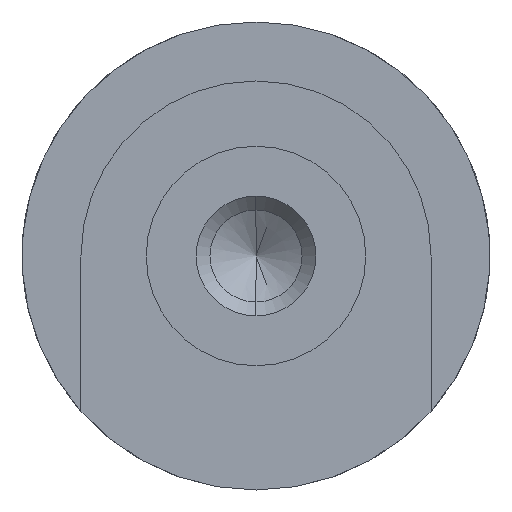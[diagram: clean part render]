
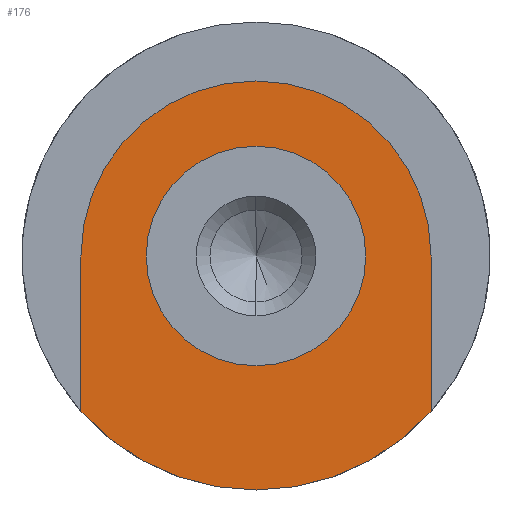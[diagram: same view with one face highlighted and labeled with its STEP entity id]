
A CAD part, left-side view. The second image highlights one B-rep face of the part: STEP entity #176.
In plain terms, the highlighted planar face has unit normal (-1, 0, 0).
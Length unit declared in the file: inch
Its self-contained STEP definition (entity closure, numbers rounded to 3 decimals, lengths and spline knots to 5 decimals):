
#3 = EDGE_LOOP ( 'NONE', ( #638, #43, #962, #790, #308 ) ) ;
#8 = CARTESIAN_POINT ( 'NONE',  ( 0., 0., -0.5 ) ) ;
#22 = VECTOR ( 'NONE', #973, 39.37008 ) ;
#29 = LINE ( 'NONE', #916, #449 ) ;
#43 = ORIENTED_EDGE ( 'NONE', *, *, #838, .T. ) ;
#81 = AXIS2_PLACEMENT_3D ( 'NONE', #802, #955, #92 ) ;
#87 = CARTESIAN_POINT ( 'NONE',  ( 0., 0., 0. ) ) ;
#92 = DIRECTION ( 'NONE',  ( 0., 0., 1. ) ) ;
#122 = CARTESIAN_POINT ( 'NONE',  ( 0., 0., 0. ) ) ;
#128 = EDGE_LOOP ( 'NONE', ( #425, #209 ) ) ;
#144 = EDGE_CURVE ( 'NONE', #444, #172, #301, .T. ) ;
#172 = VERTEX_POINT ( 'NONE', #570 ) ;
#176 = ADVANCED_FACE ( 'NONE', ( #889, #480 ), #186, .F. ) ;
#183 = DIRECTION ( 'NONE',  ( 0., -1., 0. ) ) ;
#186 = PLANE ( 'NONE',  #1003 ) ;
#202 = AXIS2_PLACEMENT_3D ( 'NONE', #575, #798, #893 ) ;
#206 = EDGE_CURVE ( 'NONE', #375, #450, #29, .T. ) ;
#209 = ORIENTED_EDGE ( 'NONE', *, *, #267, .F. ) ;
#223 = CARTESIAN_POINT ( 'NONE',  ( 0., 0.374, 0. ) ) ;
#267 = EDGE_CURVE ( 'NONE', #661, #699, #761, .T. ) ;
#301 = CIRCLE ( 'NONE', #81, 0.5 ) ;
#308 = ORIENTED_EDGE ( 'NONE', *, *, #549, .T. ) ;
#338 = AXIS2_PLACEMENT_3D ( 'NONE', #87, #804, #183 ) ;
#345 = CARTESIAN_POINT ( 'NONE',  ( 0., 0.374, -0.33185 ) ) ;
#358 = CARTESIAN_POINT ( 'NONE',  ( 0., -0.2345, 0. ) ) ;
#375 = VERTEX_POINT ( 'NONE', #223 ) ;
#396 = CARTESIAN_POINT ( 'NONE',  ( 0., 0., 0. ) ) ;
#414 = CIRCLE ( 'NONE', #620, 0.374 ) ;
#422 = CARTESIAN_POINT ( 'NONE',  ( 0., -0.374, 0. ) ) ;
#425 = ORIENTED_EDGE ( 'NONE', *, *, #875, .F. ) ;
#437 = DIRECTION ( 'NONE',  ( -1., 0., 0. ) ) ;
#444 = VERTEX_POINT ( 'NONE', #8 ) ;
#449 = VECTOR ( 'NONE', #509, 39.37008 ) ;
#450 = VERTEX_POINT ( 'NONE', #345 ) ;
#471 = CIRCLE ( 'NONE', #338, 0.2345 ) ;
#480 = FACE_OUTER_BOUND ( 'NONE', #3, .T. ) ;
#509 = DIRECTION ( 'NONE',  ( 0., 0., -1. ) ) ;
#521 = DIRECTION ( 'NONE',  ( -1., 0., 0. ) ) ;
#549 = EDGE_CURVE ( 'NONE', #842, #375, #414, .T. ) ;
#570 = CARTESIAN_POINT ( 'NONE',  ( 0., -0.374, -0.33185 ) ) ;
#575 = CARTESIAN_POINT ( 'NONE',  ( 0., 0., 0. ) ) ;
#588 = DIRECTION ( 'NONE',  ( 0., 0., -1. ) ) ;
#601 = DIRECTION ( 'NONE',  ( 0., -1., 0. ) ) ;
#620 = AXIS2_PLACEMENT_3D ( 'NONE', #396, #521, #922 ) ;
#638 = ORIENTED_EDGE ( 'NONE', *, *, #206, .T. ) ;
#650 = CARTESIAN_POINT ( 'NONE',  ( 0., -0.374, 0. ) ) ;
#655 = CIRCLE ( 'NONE', #202, 0.5 ) ;
#661 = VERTEX_POINT ( 'NONE', #358 ) ;
#699 = VERTEX_POINT ( 'NONE', #990 ) ;
#741 = DIRECTION ( 'NONE',  ( 1., 0., 0. ) ) ;
#748 = CARTESIAN_POINT ( 'NONE',  ( 0., 0.5, 0. ) ) ;
#761 = CIRCLE ( 'NONE', #897, 0.2345 ) ;
#790 = ORIENTED_EDGE ( 'NONE', *, *, #883, .F. ) ;
#798 = DIRECTION ( 'NONE',  ( -1., 0., 0. ) ) ;
#802 = CARTESIAN_POINT ( 'NONE',  ( 0., 0., 0. ) ) ;
#804 = DIRECTION ( 'NONE',  ( -1., 0., 0. ) ) ;
#838 = EDGE_CURVE ( 'NONE', #450, #444, #655, .T. ) ;
#842 = VERTEX_POINT ( 'NONE', #422 ) ;
#875 = EDGE_CURVE ( 'NONE', #699, #661, #471, .T. ) ;
#883 = EDGE_CURVE ( 'NONE', #842, #172, #895, .T. ) ;
#889 = FACE_BOUND ( 'NONE', #128, .T. ) ;
#893 = DIRECTION ( 'NONE',  ( 0., 0., 1. ) ) ;
#895 = LINE ( 'NONE', #650, #22 ) ;
#897 = AXIS2_PLACEMENT_3D ( 'NONE', #122, #437, #601 ) ;
#916 = CARTESIAN_POINT ( 'NONE',  ( 0., 0.374, 0. ) ) ;
#922 = DIRECTION ( 'NONE',  ( 0., -1., 0. ) ) ;
#955 = DIRECTION ( 'NONE',  ( -1., 0., 0. ) ) ;
#962 = ORIENTED_EDGE ( 'NONE', *, *, #144, .T. ) ;
#973 = DIRECTION ( 'NONE',  ( 0., 0., -1. ) ) ;
#990 = CARTESIAN_POINT ( 'NONE',  ( 0., 0.2345, 0. ) ) ;
#1003 = AXIS2_PLACEMENT_3D ( 'NONE', #748, #741, #588 ) ;
